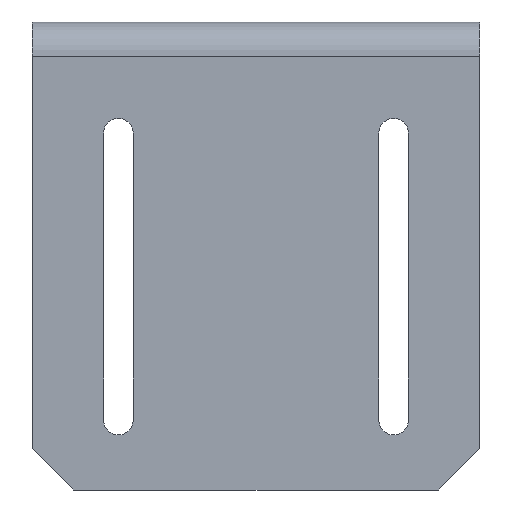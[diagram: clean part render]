
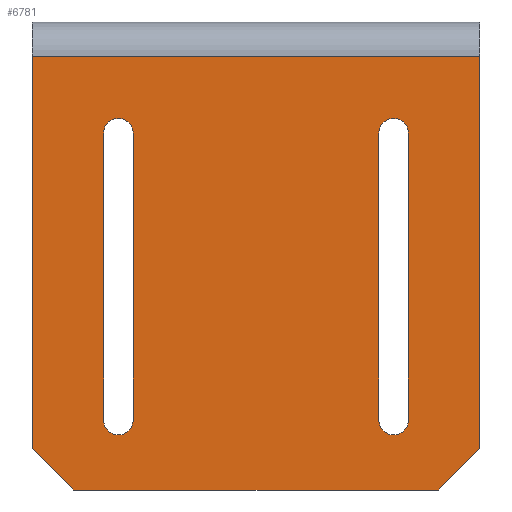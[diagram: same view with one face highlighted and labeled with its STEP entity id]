
A CAD part, front view. The second image highlights one B-rep face of the part: STEP entity #6781.
In plain terms, the highlighted planar face has unit normal (0, -1, 0).
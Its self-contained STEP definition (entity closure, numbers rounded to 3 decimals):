
#135 = ORIENTED_EDGE ( 'NONE', *, *, #10195, .F. ) ;
#184 = CARTESIAN_POINT ( 'NONE',  ( 32.5, -3., -65. ) ) ;
#234 = EDGE_CURVE ( 'NONE', #10660, #9276, #7064, .T. ) ;
#360 = VERTEX_POINT ( 'NONE', #7856 ) ;
#687 = EDGE_CURVE ( 'NONE', #8387, #10082, #8252, .T. ) ;
#737 = VECTOR ( 'NONE', #5448, 1000. ) ;
#885 = EDGE_CURVE ( 'NONE', #360, #5881, #2374, .T. ) ;
#899 = ORIENTED_EDGE ( 'NONE', *, *, #885, .F. ) ;
#1203 = CARTESIAN_POINT ( 'NONE',  ( -17.85, -3., 0. ) ) ;
#1233 = CARTESIAN_POINT ( 'NONE',  ( -20., -3., -11. ) ) ;
#1371 = CARTESIAN_POINT ( 'NONE',  ( -20., -3., -13.15 ) ) ;
#1724 = VERTEX_POINT ( 'NONE', #4769 ) ;
#1730 = VERTEX_POINT ( 'NONE', #6378 ) ;
#1759 = LINE ( 'NONE', #8986, #4610 ) ;
#1850 = DIRECTION ( 'NONE',  ( 0., 1., 0. ) ) ;
#1953 = CARTESIAN_POINT ( 'NONE',  ( -22.15, -3., -54.85 ) ) ;
#2120 = ORIENTED_EDGE ( 'NONE', *, *, #2681, .T. ) ;
#2263 = CARTESIAN_POINT ( 'NONE',  ( -20., -3., -13.15 ) ) ;
#2374 = LINE ( 'NONE', #11360, #7949 ) ;
#2391 = DIRECTION ( 'NONE',  ( 0., 1., 0. ) ) ;
#2476 = VERTEX_POINT ( 'NONE', #1233 ) ;
#2497 = AXIS2_PLACEMENT_3D ( 'NONE', #1371, #9588, #5204 ) ;
#2675 = DIRECTION ( 'NONE',  ( 0., 1., 0. ) ) ;
#2681 = EDGE_CURVE ( 'NONE', #10082, #8162, #4505, .T. ) ;
#2777 = LINE ( 'NONE', #4986, #9618 ) ;
#2915 = ORIENTED_EDGE ( 'NONE', *, *, #6243, .T. ) ;
#2965 = CARTESIAN_POINT ( 'NONE',  ( -20., -3., -54.85 ) ) ;
#3061 = CARTESIAN_POINT ( 'NONE',  ( 26.5, -3., -65. ) ) ;
#3066 = CARTESIAN_POINT ( 'NONE',  ( -17.85, -3., -13.15 ) ) ;
#3621 = DIRECTION ( 'NONE',  ( -0.707, 0., 0.707 ) ) ;
#3634 = CIRCLE ( 'NONE', #6273, 2.15 ) ;
#3641 = CARTESIAN_POINT ( 'NONE',  ( 17.85, -3., 0. ) ) ;
#3785 = DIRECTION ( 'NONE',  ( 0., 0., -1. ) ) ;
#3840 = DIRECTION ( 'NONE',  ( 0., 0., 1. ) ) ;
#4028 = CARTESIAN_POINT ( 'NONE',  ( 17.85, -3., -54.85 ) ) ;
#4126 = VERTEX_POINT ( 'NONE', #4454 ) ;
#4129 = CARTESIAN_POINT ( 'NONE',  ( -32.5, -3., -59. ) ) ;
#4454 = CARTESIAN_POINT ( 'NONE',  ( -26.5, -3., -65. ) ) ;
#4487 = DIRECTION ( 'NONE',  ( 0., 0., 1. ) ) ;
#4505 = LINE ( 'NONE', #10064, #6878 ) ;
#4610 = VECTOR ( 'NONE', #3785, 1000. ) ;
#4712 = DIRECTION ( 'NONE',  ( 0., 0., 1. ) ) ;
#4769 = CARTESIAN_POINT ( 'NONE',  ( -32.5, -3., -2. ) ) ;
#4778 = VECTOR ( 'NONE', #3621, 1000. ) ;
#4837 = PLANE ( 'NONE',  #9446 ) ;
#4838 = LINE ( 'NONE', #1203, #7340 ) ;
#4932 = ORIENTED_EDGE ( 'NONE', *, *, #11356, .T. ) ;
#4986 = CARTESIAN_POINT ( 'NONE',  ( -32.5, -3., 0. ) ) ;
#4995 = AXIS2_PLACEMENT_3D ( 'NONE', #7922, #2675, #4487 ) ;
#5123 = AXIS2_PLACEMENT_3D ( 'NONE', #2965, #5177, #11955 ) ;
#5176 = ORIENTED_EDGE ( 'NONE', *, *, #234, .T. ) ;
#5177 = DIRECTION ( 'NONE',  ( 0., 1., 0. ) ) ;
#5204 = DIRECTION ( 'NONE',  ( 0., 0., 1. ) ) ;
#5356 = EDGE_CURVE ( 'NONE', #1724, #11649, #2777, .T. ) ;
#5429 = FACE_BOUND ( 'NONE', #8150, .T. ) ;
#5448 = DIRECTION ( 'NONE',  ( 1., 0., 0. ) ) ;
#5598 = DIRECTION ( 'NONE',  ( 0., 0., -1. ) ) ;
#5643 = CARTESIAN_POINT ( 'NONE',  ( 32.5, -3., 0. ) ) ;
#5686 = CARTESIAN_POINT ( 'NONE',  ( 20., -3., -13.15 ) ) ;
#5865 = DIRECTION ( 'NONE',  ( 0., 1., 0. ) ) ;
#5881 = VERTEX_POINT ( 'NONE', #3061 ) ;
#5895 = DIRECTION ( 'NONE',  ( 0., 0., -1. ) ) ;
#5975 = VECTOR ( 'NONE', #5895, 1000. ) ;
#6045 = FACE_BOUND ( 'NONE', #9150, .T. ) ;
#6056 = VECTOR ( 'NONE', #3840, 1000. ) ;
#6243 = EDGE_CURVE ( 'NONE', #9276, #11121, #8344, .T. ) ;
#6273 = AXIS2_PLACEMENT_3D ( 'NONE', #5686, #7664, #11220 ) ;
#6378 = CARTESIAN_POINT ( 'NONE',  ( 22.15, -3., -54.85 ) ) ;
#6448 = DIRECTION ( 'NONE',  ( 0., 0., 1. ) ) ;
#6563 = ORIENTED_EDGE ( 'NONE', *, *, #687, .T. ) ;
#6654 = DIRECTION ( 'NONE',  ( 0., 0., 1. ) ) ;
#6781 = ADVANCED_FACE ( 'NONE', ( #5429, #6045, #11192 ), #4837, .F. ) ;
#6791 = ORIENTED_EDGE ( 'NONE', *, *, #11407, .T. ) ;
#6862 = CARTESIAN_POINT ( 'NONE',  ( 17.85, -3., -13.15 ) ) ;
#6878 = VECTOR ( 'NONE', #4712, 1000. ) ;
#6893 = LINE ( 'NONE', #7082, #5975 ) ;
#6948 = CARTESIAN_POINT ( 'NONE',  ( 32.5, -3., -2. ) ) ;
#6984 = AXIS2_PLACEMENT_3D ( 'NONE', #8213, #2391, #6448 ) ;
#7064 = LINE ( 'NONE', #3641, #6056 ) ;
#7082 = CARTESIAN_POINT ( 'NONE',  ( 22.15, -3., 0. ) ) ;
#7177 = EDGE_LOOP ( 'NONE', ( #11500, #10683, #8536, #899, #135, #9908 ) ) ;
#7183 = AXIS2_PLACEMENT_3D ( 'NONE', #2263, #1850, #9265 ) ;
#7340 = VECTOR ( 'NONE', #9990, 1000. ) ;
#7552 = CIRCLE ( 'NONE', #7183, 2.15 ) ;
#7581 = CARTESIAN_POINT ( 'NONE',  ( -17.85, -3., -54.85 ) ) ;
#7664 = DIRECTION ( 'NONE',  ( 0., 1., 0. ) ) ;
#7809 = LINE ( 'NONE', #184, #8460 ) ;
#7856 = CARTESIAN_POINT ( 'NONE',  ( 32.5, -3., -59. ) ) ;
#7877 = CIRCLE ( 'NONE', #6984, 2.15 ) ;
#7878 = CARTESIAN_POINT ( 'NONE',  ( 22.15, -3., -13.15 ) ) ;
#7922 = CARTESIAN_POINT ( 'NONE',  ( 20., -3., -13.15 ) ) ;
#7949 = VECTOR ( 'NONE', #10358, 1000. ) ;
#8150 = EDGE_LOOP ( 'NONE', ( #2915, #4932, #10702, #12314, #5176 ) ) ;
#8162 = VERTEX_POINT ( 'NONE', #10041 ) ;
#8213 = CARTESIAN_POINT ( 'NONE',  ( 20., -3., -54.85 ) ) ;
#8252 = CIRCLE ( 'NONE', #5123, 2.15 ) ;
#8344 = CIRCLE ( 'NONE', #4995, 2.15 ) ;
#8387 = VERTEX_POINT ( 'NONE', #7581 ) ;
#8460 = VECTOR ( 'NONE', #11985, 1000. ) ;
#8536 = ORIENTED_EDGE ( 'NONE', *, *, #11452, .F. ) ;
#8677 = EDGE_CURVE ( 'NONE', #4126, #11649, #9981, .T. ) ;
#8986 = CARTESIAN_POINT ( 'NONE',  ( 32.5, -3., 0. ) ) ;
#9150 = EDGE_LOOP ( 'NONE', ( #6563, #2120, #6791, #11951, #11743 ) ) ;
#9152 = VERTEX_POINT ( 'NONE', #6948 ) ;
#9228 = LINE ( 'NONE', #10792, #737 ) ;
#9239 = EDGE_CURVE ( 'NONE', #10993, #8387, #4838, .T. ) ;
#9265 = DIRECTION ( 'NONE',  ( 0., 0., 1. ) ) ;
#9276 = VERTEX_POINT ( 'NONE', #6862 ) ;
#9392 = CIRCLE ( 'NONE', #2497, 2.15 ) ;
#9446 = AXIS2_PLACEMENT_3D ( 'NONE', #5643, #5865, #6654 ) ;
#9466 = EDGE_CURVE ( 'NONE', #11429, #1730, #6893, .T. ) ;
#9588 = DIRECTION ( 'NONE',  ( 0., 1., 0. ) ) ;
#9618 = VECTOR ( 'NONE', #5598, 1000. ) ;
#9908 = ORIENTED_EDGE ( 'NONE', *, *, #11923, .F. ) ;
#9981 = LINE ( 'NONE', #10593, #4778 ) ;
#9990 = DIRECTION ( 'NONE',  ( 0., 0., -1. ) ) ;
#10041 = CARTESIAN_POINT ( 'NONE',  ( -22.15, -3., -13.15 ) ) ;
#10064 = CARTESIAN_POINT ( 'NONE',  ( -22.15, -3., 0. ) ) ;
#10082 = VERTEX_POINT ( 'NONE', #1953 ) ;
#10195 = EDGE_CURVE ( 'NONE', #9152, #360, #1759, .T. ) ;
#10358 = DIRECTION ( 'NONE',  ( -0.707, 0., -0.707 ) ) ;
#10587 = EDGE_CURVE ( 'NONE', #2476, #10993, #9392, .T. ) ;
#10593 = CARTESIAN_POINT ( 'NONE',  ( -29.5, -3., -62. ) ) ;
#10660 = VERTEX_POINT ( 'NONE', #4028 ) ;
#10683 = ORIENTED_EDGE ( 'NONE', *, *, #8677, .F. ) ;
#10702 = ORIENTED_EDGE ( 'NONE', *, *, #9466, .T. ) ;
#10738 = EDGE_CURVE ( 'NONE', #1730, #10660, #7877, .T. ) ;
#10792 = CARTESIAN_POINT ( 'NONE',  ( 32.5, -3., -2. ) ) ;
#10993 = VERTEX_POINT ( 'NONE', #3066 ) ;
#11121 = VERTEX_POINT ( 'NONE', #12307 ) ;
#11192 = FACE_OUTER_BOUND ( 'NONE', #7177, .T. ) ;
#11220 = DIRECTION ( 'NONE',  ( 0., 0., 1. ) ) ;
#11356 = EDGE_CURVE ( 'NONE', #11121, #11429, #3634, .T. ) ;
#11360 = CARTESIAN_POINT ( 'NONE',  ( 62., -3., -29.5 ) ) ;
#11407 = EDGE_CURVE ( 'NONE', #8162, #2476, #7552, .T. ) ;
#11429 = VERTEX_POINT ( 'NONE', #7878 ) ;
#11452 = EDGE_CURVE ( 'NONE', #5881, #4126, #7809, .T. ) ;
#11500 = ORIENTED_EDGE ( 'NONE', *, *, #5356, .T. ) ;
#11649 = VERTEX_POINT ( 'NONE', #4129 ) ;
#11743 = ORIENTED_EDGE ( 'NONE', *, *, #9239, .T. ) ;
#11923 = EDGE_CURVE ( 'NONE', #1724, #9152, #9228, .T. ) ;
#11951 = ORIENTED_EDGE ( 'NONE', *, *, #10587, .T. ) ;
#11955 = DIRECTION ( 'NONE',  ( 0., 0., 1. ) ) ;
#11985 = DIRECTION ( 'NONE',  ( -1., 0., 0. ) ) ;
#12307 = CARTESIAN_POINT ( 'NONE',  ( 20., -3., -11. ) ) ;
#12314 = ORIENTED_EDGE ( 'NONE', *, *, #10738, .T. ) ;
